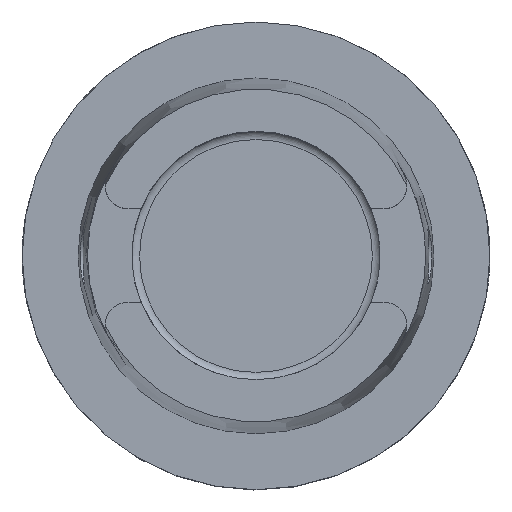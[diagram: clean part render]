
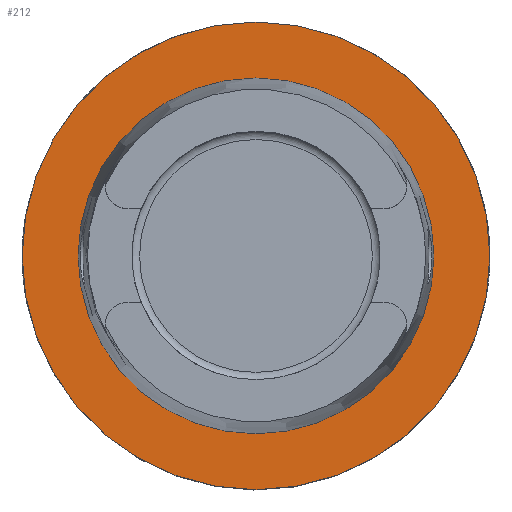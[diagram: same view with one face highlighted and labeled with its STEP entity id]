
A CAD part, top view. The second image highlights one B-rep face of the part: STEP entity #212.
In plain terms, the highlighted planar face has unit normal (0, 0, 1).
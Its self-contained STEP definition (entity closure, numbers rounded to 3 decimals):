
#93=FACE_BOUND('',#457,.T.);
#94=FACE_BOUND('',#458,.T.);
#212=ADVANCED_FACE('',(#93,#94),#300,.F.);
#300=PLANE('',#1886);
#457=EDGE_LOOP('',(#808));
#458=EDGE_LOOP('',(#809));
#579=CIRCLE('',#1841,49.965);
#603=CIRCLE('',#1884,38.008);
#808=ORIENTED_EDGE('',*,*,#1333,.T.);
#809=ORIENTED_EDGE('',*,*,#1410,.T.);
#1158=VERTEX_POINT('',#2682);
#1213=VERTEX_POINT('',#2968);
#1333=EDGE_CURVE('',#1158,#1158,#579,.T.);
#1410=EDGE_CURVE('',#1213,#1213,#603,.T.);
#1841=AXIS2_PLACEMENT_3D('',#2681,#2091,#2092);
#1884=AXIS2_PLACEMENT_3D('',#2967,#2207,#2208);
#1886=AXIS2_PLACEMENT_3D('',#2970,#2211,#2212);
#2091=DIRECTION('',(0.,0.,1.));
#2092=DIRECTION('',(1.,0.,0.));
#2207=DIRECTION('',(0.,0.,-1.));
#2208=DIRECTION('',(1.,0.,0.));
#2211=DIRECTION('',(0.,0.,-1.));
#2212=DIRECTION('',(1.,0.,0.));
#2681=CARTESIAN_POINT('',(0.,0.,
0.));
#2682=CARTESIAN_POINT('',(49.965,0.,0.));
#2967=CARTESIAN_POINT('',(0.,0.,
0.));
#2968=CARTESIAN_POINT('',(38.008,0.,0.));
#2970=CARTESIAN_POINT('',(0.,-39.062,0.));
